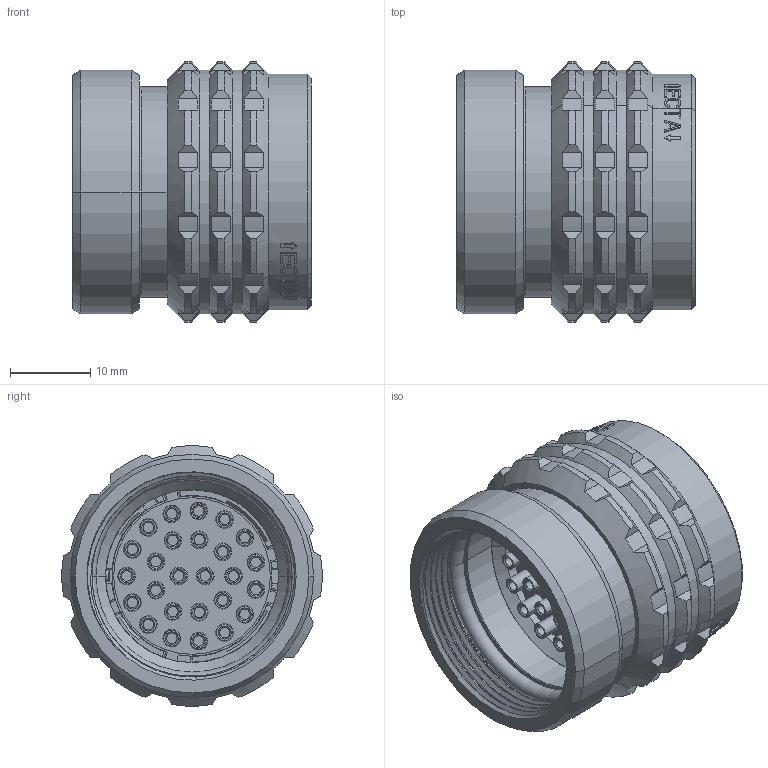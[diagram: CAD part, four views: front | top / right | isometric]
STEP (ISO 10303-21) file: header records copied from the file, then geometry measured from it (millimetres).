
FILE_DESCRIPTION((''),'2;1');
FILE_NAME('1332M426MZ','2024-07-30T11:00:06',('paultorloting'),('NET AG system integration'),'CREO PARAMETRIC BY PTC INC, 2021404','CREO PARAMETRIC BY PTC INC, 2021404','');
FILE_SCHEMA(('AUTOMOTIVE_DESIGN { 1 0 10303 214 1 1 1 1 }'));
Length unit declared in the file: millimetre
Products named in the file (1): 1332M426MZ
Bounding box: 29.8 x 32.46 x 32.46 mm (x, y, z)
Volume: 10813.8 mm3; surface area: 13092.8 mm2
Topology: 2 solids, 2 shells, 2072 faces, 5254 edges, 3387 vertices
Faces by surface type: plane 1137, cylinder 569, torus 151, cone 145, bspline 58, sphere 12
Entity records: 90149 total; most frequent: CARTESIAN_POINT 25657, ORIENTED_EDGE 10496, DIRECTION 10443, EDGE_CURVE 5248, AXIS2_PLACEMENT_3D 3741, VERTEX_POINT 3387, VECTOR 2958, LINE 2958
